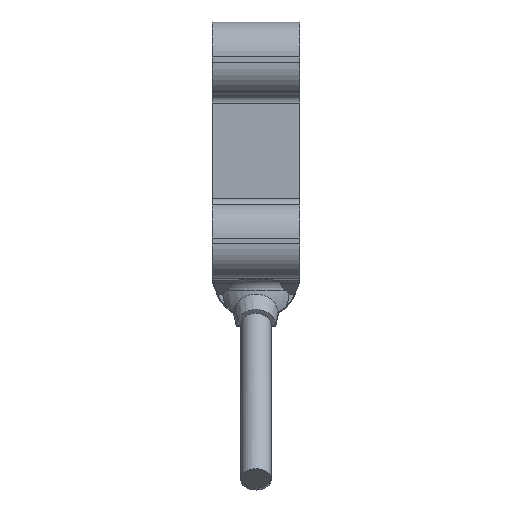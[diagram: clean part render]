
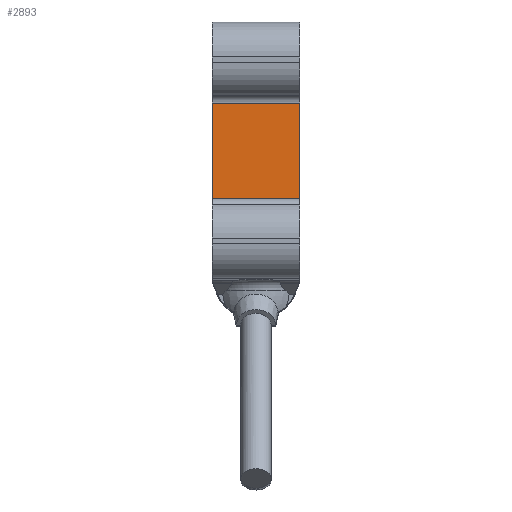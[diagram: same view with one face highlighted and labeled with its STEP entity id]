
A CAD part, top view. The second image highlights one B-rep face of the part: STEP entity #2893.
In plain terms, the highlighted face is planar.
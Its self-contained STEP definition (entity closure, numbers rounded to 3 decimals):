
#93=PLANE('',#3128);
#224=LINE('',#4436,#382);
#235=LINE('',#4481,#393);
#244=LINE('',#4510,#402);
#245=LINE('',#4512,#403);
#382=VECTOR('',#3601,1000.);
#393=VECTOR('',#3638,1000.);
#402=VECTOR('',#3667,1000.);
#403=VECTOR('',#3670,1000.);
#1061=ORIENTED_EDGE('',*,*,#1457,.T.);
#1062=ORIENTED_EDGE('',*,*,#1473,.F.);
#1063=ORIENTED_EDGE('',*,*,#1434,.F.);
#1064=ORIENTED_EDGE('',*,*,#1472,.T.);
#1434=EDGE_CURVE('',#1671,#1672,#224,.T.);
#1457=EDGE_CURVE('',#1693,#1692,#235,.T.);
#1472=EDGE_CURVE('',#1671,#1693,#244,.T.);
#1473=EDGE_CURVE('',#1672,#1692,#245,.T.);
#1671=VERTEX_POINT('',#4435);
#1672=VERTEX_POINT('',#4437);
#1692=VERTEX_POINT('',#4480);
#1693=VERTEX_POINT('',#4482);
#1850=EDGE_LOOP('',(#1061,#1062,#1063,#1064));
#1992=FACE_BOUND('',#1850,.T.);
#2893=ADVANCED_FACE('',(#1992),#93,.F.);
#3128=AXIS2_PLACEMENT_3D('',#4511,#3668,#3669);
#3601=DIRECTION('',(0.,1.,0.));
#3638=DIRECTION('',(0.,1.,0.));
#3667=DIRECTION('',(-1.,0.,0.));
#3668=DIRECTION('',(0.,0.,1.));
#3669=DIRECTION('',(1.,0.,0.));
#3670=DIRECTION('',(-1.,0.,0.));
#4435=CARTESIAN_POINT('',(3.75,10.023,-11.4));
#4436=CARTESIAN_POINT('',(3.75,10.023,-11.4));
#4437=CARTESIAN_POINT('',(3.75,18.208,-11.4));
#4480=CARTESIAN_POINT('',(-3.75,18.208,-11.4));
#4481=CARTESIAN_POINT('',(-3.75,10.023,-11.4));
#4482=CARTESIAN_POINT('',(-3.75,10.023,-11.4));
#4510=CARTESIAN_POINT('',(3.75,10.023,-11.4));
#4511=CARTESIAN_POINT('',(3.75,10.023,-11.4));
#4512=CARTESIAN_POINT('',(3.75,18.208,-11.4));
